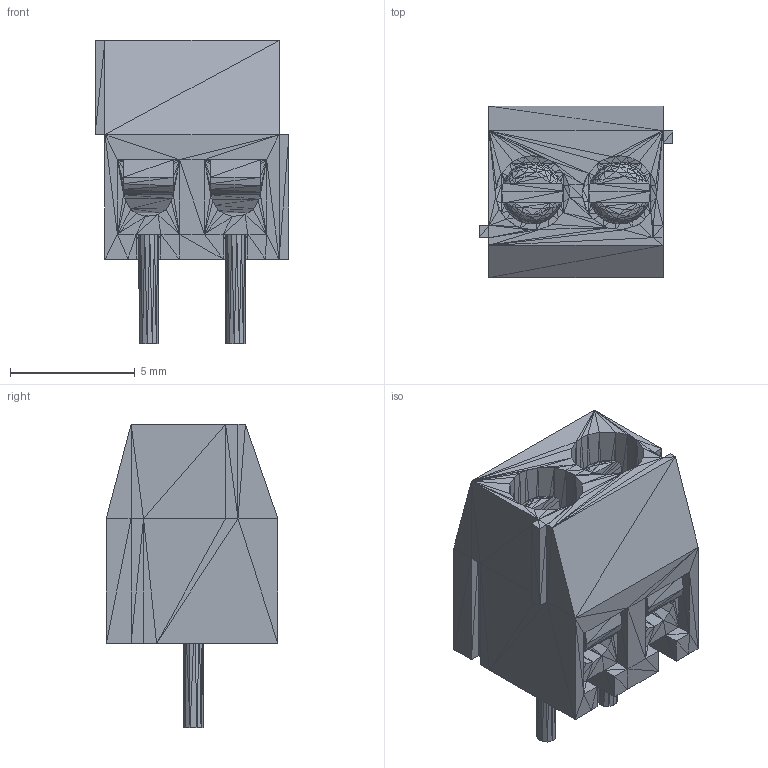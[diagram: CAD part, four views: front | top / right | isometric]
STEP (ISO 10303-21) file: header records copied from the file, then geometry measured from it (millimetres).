
FILE_DESCRIPTION(/* description */ (''),/* implementation_level */ '2;1');
FILE_NAME(/* name */ 'CONN-TH_P3.50_KF350-3.5-2P.step',/* time_stamp */ '2022-06-27T17:33:39+02:00',/* author */ (''),/* organization */ (''),/* preprocessor_version */ 'ST-DEVELOPER v19',/* originating_system */ 'Autodesk Translation Framework v11.7.0.108',/* authorisation */ '');
FILE_SCHEMA (('AUTOMOTIVE_DESIGN { 1 0 10303 214 3 1 1 }'));
Length unit declared in the file: millimetre
Products named in the file (1): CONN-TH_P3.50_KF350-3.5-2P
Bounding box: 7.78 x 6.89 x 12.18 mm (x, y, z)
Volume: 301.3 mm3; surface area: 653.4 mm2
Topology: 1 solids, 1 shells, 2118 faces, 3177 edges, 1053 vertices
Faces by surface type: plane 2118
Entity records: 41337 total; most frequent: DIRECTION 7415, ORIENTED_EDGE 6354, CARTESIAN_POINT 6349, LINE 3177, VECTOR 3177, EDGE_CURVE 3177, AXIS2_PLACEMENT_3D 2119, FACE_OUTER_BOUND 2118
